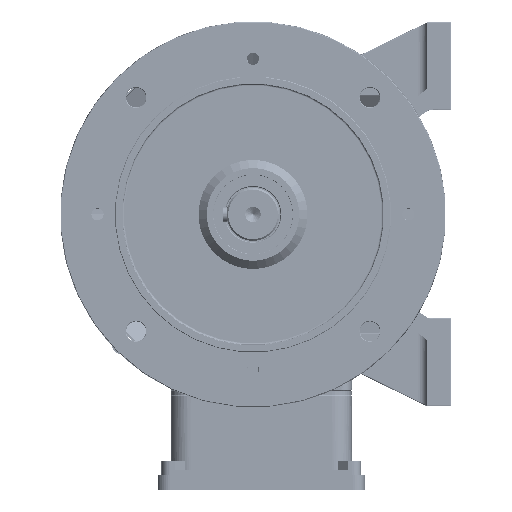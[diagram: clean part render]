
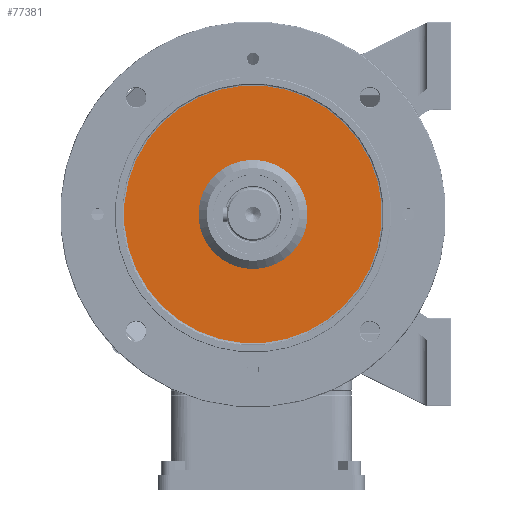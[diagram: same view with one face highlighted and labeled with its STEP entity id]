
A CAD part, left-side view. The second image highlights one B-rep face of the part: STEP entity #77381.
In plain terms, the highlighted face is planar.
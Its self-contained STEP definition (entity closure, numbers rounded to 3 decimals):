
#6544 = AXIS2_PLACEMENT_3D ( 'NONE', #177494, #140631, #40612 ) ;
#15216 = DIRECTION ( 'NONE',  ( 0., 0., -1. ) ) ;
#27611 = CIRCLE ( 'NONE', #6544, 117. ) ;
#40612 = DIRECTION ( 'NONE',  ( 0., 0., -1. ) ) ;
#41363 = EDGE_CURVE ( 'NONE', #202093, #246321, #130999, .T. ) ;
#48029 = AXIS2_PLACEMENT_3D ( 'NONE', #70243, #150469, #151766 ) ;
#57379 = DIRECTION ( 'NONE',  ( 1., 0., 0. ) ) ;
#70243 = CARTESIAN_POINT ( 'NONE',  ( -7.5, 0., 0. ) ) ;
#74526 = CARTESIAN_POINT ( 'NONE',  ( -7.5, 0., 0. ) ) ;
#77381 = ADVANCED_FACE ( 'NONE', ( #185903, #104343 ), #184631, .T. ) ;
#86833 = CARTESIAN_POINT ( 'NONE',  ( -7.5, 0., 0. ) ) ;
#96656 = EDGE_CURVE ( 'NONE', #154665, #99020, #176800, .T. ) ;
#99020 = VERTEX_POINT ( 'NONE', #229781 ) ;
#104343 = FACE_BOUND ( 'NONE', #187401, .T. ) ;
#108232 = DIRECTION ( 'NONE',  ( 0., 0., -1. ) ) ;
#112157 = CARTESIAN_POINT ( 'NONE',  ( -7.5, 117., 0. ) ) ;
#115267 = CIRCLE ( 'NONE', #48029, 49.5 ) ;
#126306 = DIRECTION ( 'NONE',  ( 1., 0., 0. ) ) ;
#126452 = AXIS2_PLACEMENT_3D ( 'NONE', #74526, #57379, #15216 ) ;
#130224 = CARTESIAN_POINT ( 'NONE',  ( -7.5, 0., -49.5 ) ) ;
#130999 = CIRCLE ( 'NONE', #198225, 49.5 ) ;
#140631 = DIRECTION ( 'NONE',  ( 1., 0., 0. ) ) ;
#150469 = DIRECTION ( 'NONE',  ( 1., 0., 0. ) ) ;
#151766 = DIRECTION ( 'NONE',  ( 0., 0., -1. ) ) ;
#154665 = VERTEX_POINT ( 'NONE', #235205 ) ;
#162039 = ORIENTED_EDGE ( 'NONE', *, *, #96656, .T. ) ;
#168147 = EDGE_CURVE ( 'NONE', #99020, #154665, #27611, .T. ) ;
#176800 = CIRCLE ( 'NONE', #126452, 117. ) ;
#177494 = CARTESIAN_POINT ( 'NONE',  ( -7.5, 0., 0. ) ) ;
#184631 = PLANE ( 'NONE',  #245979 ) ;
#185903 = FACE_OUTER_BOUND ( 'NONE', #212161, .T. ) ;
#187401 = EDGE_LOOP ( 'NONE', ( #191626, #249621 ) ) ;
#191626 = ORIENTED_EDGE ( 'NONE', *, *, #41363, .F. ) ;
#198225 = AXIS2_PLACEMENT_3D ( 'NONE', #86833, #126306, #226264 ) ;
#202093 = VERTEX_POINT ( 'NONE', #259579 ) ;
#212161 = EDGE_LOOP ( 'NONE', ( #227124, #162039 ) ) ;
#217738 = EDGE_CURVE ( 'NONE', #246321, #202093, #115267, .T. ) ;
#226264 = DIRECTION ( 'NONE',  ( 0., 0., -1. ) ) ;
#227124 = ORIENTED_EDGE ( 'NONE', *, *, #168147, .T. ) ;
#229781 = CARTESIAN_POINT ( 'NONE',  ( -7.5, 0., -117. ) ) ;
#235205 = CARTESIAN_POINT ( 'NONE',  ( -7.5, 0., 117. ) ) ;
#245979 = AXIS2_PLACEMENT_3D ( 'NONE', #112157, #252858, #108232 ) ;
#246321 = VERTEX_POINT ( 'NONE', #130224 ) ;
#249621 = ORIENTED_EDGE ( 'NONE', *, *, #217738, .F. ) ;
#252858 = DIRECTION ( 'NONE',  ( 1., 0., 0. ) ) ;
#259579 = CARTESIAN_POINT ( 'NONE',  ( -7.5, 0., 49.5 ) ) ;
